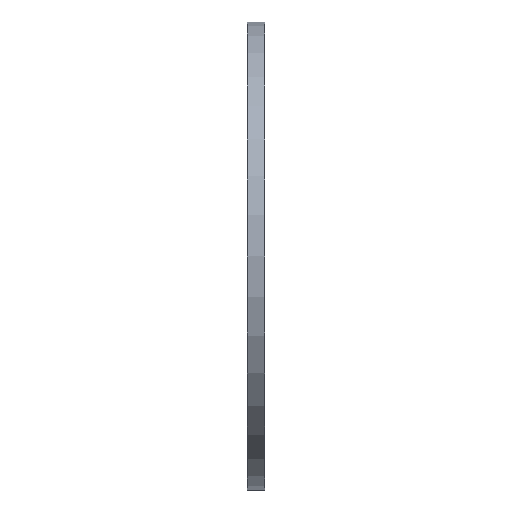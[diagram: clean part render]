
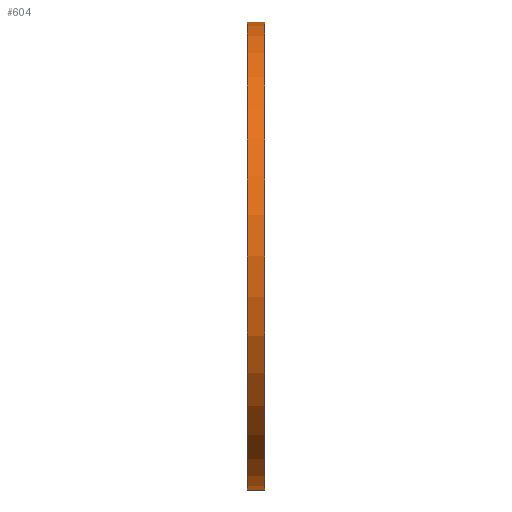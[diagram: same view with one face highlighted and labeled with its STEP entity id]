
A CAD part, front view. The second image highlights one B-rep face of the part: STEP entity #604.
In plain terms, the highlighted cylindrical face has radius 9.525 mm (diameter 19.05 mm), a partial arc.
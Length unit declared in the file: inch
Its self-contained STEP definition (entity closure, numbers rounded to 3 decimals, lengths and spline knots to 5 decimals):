
#11 = VERTEX_POINT ( 'NONE', #373 ) ;
#14 = DIRECTION ( 'NONE',  ( 1., 0., 0. ) ) ;
#35 = VERTEX_POINT ( 'NONE', #539 ) ;
#60 = EDGE_CURVE ( 'NONE', #11, #342, #105, .T. ) ;
#68 = CARTESIAN_POINT ( 'NONE',  ( 0.028, 0., 0.375 ) ) ;
#93 = DIRECTION ( 'NONE',  ( 0., 0., -1. ) ) ;
#105 = LINE ( 'NONE', #941, #174 ) ;
#135 = VECTOR ( 'NONE', #317, 39.37008 ) ;
#167 = VERTEX_POINT ( 'NONE', #68 ) ;
#174 = VECTOR ( 'NONE', #785, 39.37008 ) ;
#196 = CARTESIAN_POINT ( 'NONE',  ( 0., 0., 0. ) ) ;
#242 = CARTESIAN_POINT ( 'NONE',  ( 0., 0., 0. ) ) ;
#306 = CYLINDRICAL_SURFACE ( 'NONE', #324, 0.375 ) ;
#312 = AXIS2_PLACEMENT_3D ( 'NONE', #983, #14, #93 ) ;
#317 = DIRECTION ( 'NONE',  ( 1., 0., 0. ) ) ;
#324 = AXIS2_PLACEMENT_3D ( 'NONE', #196, #757, #1010 ) ;
#342 = VERTEX_POINT ( 'NONE', #659 ) ;
#343 = ORIENTED_EDGE ( 'NONE', *, *, #60, .T. ) ;
#346 = LINE ( 'NONE', #425, #135 ) ;
#352 = ORIENTED_EDGE ( 'NONE', *, *, #886, .F. ) ;
#373 = CARTESIAN_POINT ( 'NONE',  ( 0., 0., -0.375 ) ) ;
#403 = CIRCLE ( 'NONE', #312, 0.375 ) ;
#425 = CARTESIAN_POINT ( 'NONE',  ( 0., 0., 0.375 ) ) ;
#539 = CARTESIAN_POINT ( 'NONE',  ( 0., 0., 0.375 ) ) ;
#550 = DIRECTION ( 'NONE',  ( 1., 0., 0. ) ) ;
#604 = ADVANCED_FACE ( 'NONE', ( #951 ), #306, .T. ) ;
#656 = DIRECTION ( 'NONE',  ( 0., 0., -1. ) ) ;
#659 = CARTESIAN_POINT ( 'NONE',  ( 0.028, 0., -0.375 ) ) ;
#711 = CIRCLE ( 'NONE', #841, 0.375 ) ;
#757 = DIRECTION ( 'NONE',  ( 1., 0., 0. ) ) ;
#785 = DIRECTION ( 'NONE',  ( 1., 0., 0. ) ) ;
#810 = EDGE_CURVE ( 'NONE', #35, #11, #711, .T. ) ;
#841 = AXIS2_PLACEMENT_3D ( 'NONE', #242, #550, #656 ) ;
#886 = EDGE_CURVE ( 'NONE', #167, #342, #403, .T. ) ;
#890 = EDGE_LOOP ( 'NONE', ( #945, #1050, #343, #352 ) ) ;
#925 = EDGE_CURVE ( 'NONE', #35, #167, #346, .T. ) ;
#941 = CARTESIAN_POINT ( 'NONE',  ( 0., 0., -0.375 ) ) ;
#945 = ORIENTED_EDGE ( 'NONE', *, *, #925, .F. ) ;
#951 = FACE_OUTER_BOUND ( 'NONE', #890, .T. ) ;
#983 = CARTESIAN_POINT ( 'NONE',  ( 0.028, 0., 0. ) ) ;
#1010 = DIRECTION ( 'NONE',  ( 0., 0., -1. ) ) ;
#1050 = ORIENTED_EDGE ( 'NONE', *, *, #810, .T. ) ;
